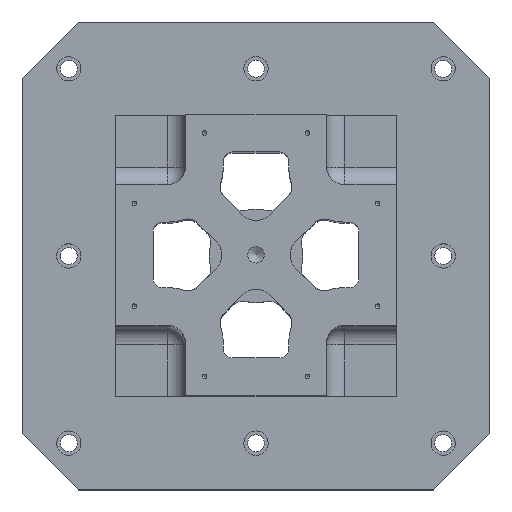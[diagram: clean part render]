
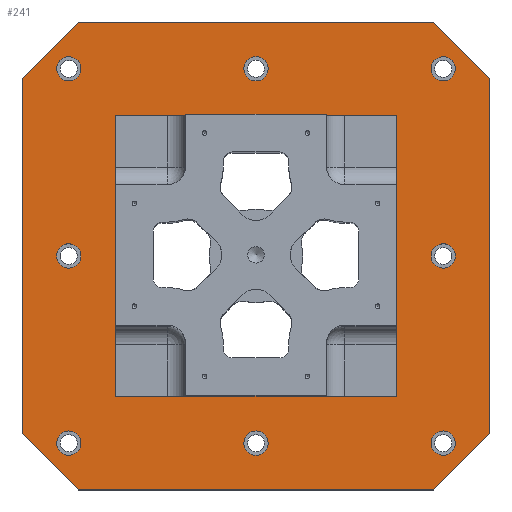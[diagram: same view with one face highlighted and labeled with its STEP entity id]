
A CAD part, top view. The second image highlights one B-rep face of the part: STEP entity #241.
In plain terms, the highlighted planar face has unit normal (0, 0, 1).
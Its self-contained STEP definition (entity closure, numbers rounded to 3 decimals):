
#241 = ADVANCED_FACE( '', ( #657, #658, #659, #660, #661, #662, #663, #664, #665, #666 ), #667, .T. );
#657 = FACE_BOUND( '', #1088, .T. );
#658 = FACE_BOUND( '', #1089, .T. );
#659 = FACE_BOUND( '', #1090, .T. );
#660 = FACE_BOUND( '', #1091, .T. );
#661 = FACE_BOUND( '', #1092, .T. );
#662 = FACE_BOUND( '', #1093, .T. );
#663 = FACE_BOUND( '', #1094, .T. );
#664 = FACE_BOUND( '', #1095, .T. );
#665 = FACE_OUTER_BOUND( '', #1096, .T. );
#666 = FACE_BOUND( '', #1097, .T. );
#667 = PLANE( '', #1098 );
#1088 = EDGE_LOOP( '', ( #2433 ) );
#1089 = EDGE_LOOP( '', ( #2434 ) );
#1090 = EDGE_LOOP( '', ( #2435 ) );
#1091 = EDGE_LOOP( '', ( #2436 ) );
#1092 = EDGE_LOOP( '', ( #2437 ) );
#1093 = EDGE_LOOP( '', ( #2438 ) );
#1094 = EDGE_LOOP( '', ( #2439 ) );
#1095 = EDGE_LOOP( '', ( #2440 ) );
#1096 = EDGE_LOOP( '', ( #2441, #2442, #2443, #2444, #2445, #2446, #2447, #2448 ) );
#1097 = EDGE_LOOP( '', ( #2449, #2450, #2451, #2452 ) );
#1098 = AXIS2_PLACEMENT_3D( '', #2453, #2454, #2455 );
#2433 = ORIENTED_EDGE( '', *, *, #2814, .T. );
#2434 = ORIENTED_EDGE( '', *, *, #2811, .T. );
#2435 = ORIENTED_EDGE( '', *, *, #2810, .T. );
#2436 = ORIENTED_EDGE( '', *, *, #2817, .T. );
#2437 = ORIENTED_EDGE( '', *, *, #2820, .T. );
#2438 = ORIENTED_EDGE( '', *, *, #2823, .T. );
#2439 = ORIENTED_EDGE( '', *, *, #2826, .T. );
#2440 = ORIENTED_EDGE( '', *, *, #2829, .T. );
#2441 = ORIENTED_EDGE( '', *, *, #2934, .T. );
#2442 = ORIENTED_EDGE( '', *, *, #2862, .T. );
#2443 = ORIENTED_EDGE( '', *, *, #2937, .T. );
#2444 = ORIENTED_EDGE( '', *, *, #2503, .T. );
#2445 = ORIENTED_EDGE( '', *, *, #2936, .T. );
#2446 = ORIENTED_EDGE( '', *, *, #2856, .T. );
#2447 = ORIENTED_EDGE( '', *, *, #2935, .T. );
#2448 = ORIENTED_EDGE( '', *, *, #2859, .T. );
#2449 = ORIENTED_EDGE( '', *, *, #2926, .F. );
#2450 = ORIENTED_EDGE( '', *, *, #2933, .F. );
#2451 = ORIENTED_EDGE( '', *, *, #2921, .F. );
#2452 = ORIENTED_EDGE( '', *, *, #2925, .F. );
#2453 = CARTESIAN_POINT( '', ( -250., -250., 50. ) );
#2454 = DIRECTION( '', ( 0., 0., 1. ) );
#2455 = DIRECTION( '', ( 1., 0., 0. ) );
#2503 = EDGE_CURVE( '', #2948, #2949, #2950, .F. );
#2810 = EDGE_CURVE( '', #3479, #3479, #3480, .T. );
#2811 = EDGE_CURVE( '', #3481, #3481, #3482, .T. );
#2814 = EDGE_CURVE( '', #3487, #3487, #3488, .T. );
#2817 = EDGE_CURVE( '', #3493, #3493, #3494, .T. );
#2820 = EDGE_CURVE( '', #3499, #3499, #3500, .T. );
#2823 = EDGE_CURVE( '', #3505, #3505, #3506, .T. );
#2826 = EDGE_CURVE( '', #3511, #3511, #3512, .T. );
#2829 = EDGE_CURVE( '', #3517, #3517, #3518, .T. );
#2856 = EDGE_CURVE( '', #3549, #3550, #3551, .F. );
#2859 = EDGE_CURVE( '', #3554, #3555, #3556, .F. );
#2862 = EDGE_CURVE( '', #3559, #3560, #3561, .F. );
#2921 = EDGE_CURVE( '', #3643, #3645, #3646, .T. );
#2925 = EDGE_CURVE( '', #3649, #3643, #3651, .T. );
#2926 = EDGE_CURVE( '', #3652, #3649, #3653, .T. );
#2933 = EDGE_CURVE( '', #3645, #3652, #3661, .T. );
#2934 = EDGE_CURVE( '', #3555, #3559, #3662, .T. );
#2935 = EDGE_CURVE( '', #3550, #3554, #3663, .T. );
#2936 = EDGE_CURVE( '', #2949, #3549, #3664, .T. );
#2937 = EDGE_CURVE( '', #3560, #2948, #3665, .T. );
#2948 = VERTEX_POINT( '', #3685 );
#2949 = VERTEX_POINT( '', #3686 );
#2950 = LINE( '', #3687, #3688 );
#3479 = VERTEX_POINT( '', #4810 );
#3480 = CIRCLE( '', #4811, 13. );
#3481 = VERTEX_POINT( '', #4812 );
#3482 = CIRCLE( '', #4813, 13. );
#3487 = VERTEX_POINT( '', #4818 );
#3488 = CIRCLE( '', #4819, 13. );
#3493 = VERTEX_POINT( '', #4824 );
#3494 = CIRCLE( '', #4825, 13. );
#3499 = VERTEX_POINT( '', #4830 );
#3500 = CIRCLE( '', #4831, 13. );
#3505 = VERTEX_POINT( '', #4836 );
#3506 = CIRCLE( '', #4837, 13. );
#3511 = VERTEX_POINT( '', #4842 );
#3512 = CIRCLE( '', #4843, 13. );
#3517 = VERTEX_POINT( '', #4848 );
#3518 = CIRCLE( '', #4849, 13. );
#3549 = VERTEX_POINT( '', #4882 );
#3550 = VERTEX_POINT( '', #4883 );
#3551 = LINE( '', #4884, #4885 );
#3554 = VERTEX_POINT( '', #4890 );
#3555 = VERTEX_POINT( '', #4891 );
#3556 = LINE( '', #4892, #4893 );
#3559 = VERTEX_POINT( '', #4898 );
#3560 = VERTEX_POINT( '', #4899 );
#3561 = LINE( '', #4900, #4901 );
#3643 = VERTEX_POINT( '', #5021 );
#3645 = VERTEX_POINT( '', #5024 );
#3646 = LINE( '', #5025, #5026 );
#3649 = VERTEX_POINT( '', #5031 );
#3651 = LINE( '', #5034, #5035 );
#3652 = VERTEX_POINT( '', #5036 );
#3653 = LINE( '', #5037, #5038 );
#3661 = LINE( '', #5052, #5053 );
#3662 = LINE( '', #5054, #5055 );
#3663 = LINE( '', #5056, #5057 );
#3664 = LINE( '', #5058, #5059 );
#3665 = LINE( '', #5060, #5061 );
#3685 = CARTESIAN_POINT( '', ( -250., -190., 50. ) );
#3686 = CARTESIAN_POINT( '', ( -190., -250., 50. ) );
#3687 = CARTESIAN_POINT( '', ( -220., -220., 50. ) );
#3688 = VECTOR( '', #5066, 1000. );
#4810 = CARTESIAN_POINT( '', ( 0., -213., 50. ) );
#4811 = AXIS2_PLACEMENT_3D( '', #5586, #5587, #5588 );
#4812 = CARTESIAN_POINT( '', ( -200., 187., 50. ) );
#4813 = AXIS2_PLACEMENT_3D( '', #5589, #5590, #5591 );
#4818 = CARTESIAN_POINT( '', ( -200., -213., 50. ) );
#4819 = AXIS2_PLACEMENT_3D( '', #5598, #5599, #5600 );
#4824 = CARTESIAN_POINT( '', ( 200., -213., 50. ) );
#4825 = AXIS2_PLACEMENT_3D( '', #5607, #5608, #5609 );
#4830 = CARTESIAN_POINT( '', ( 200., -13., 50. ) );
#4831 = AXIS2_PLACEMENT_3D( '', #5616, #5617, #5618 );
#4836 = CARTESIAN_POINT( '', ( 200., 187., 50. ) );
#4837 = AXIS2_PLACEMENT_3D( '', #5625, #5626, #5627 );
#4842 = CARTESIAN_POINT( '', ( 0., 187., 50. ) );
#4843 = AXIS2_PLACEMENT_3D( '', #5634, #5635, #5636 );
#4848 = CARTESIAN_POINT( '', ( -200., -13., 50. ) );
#4849 = AXIS2_PLACEMENT_3D( '', #5643, #5644, #5645 );
#4882 = CARTESIAN_POINT( '', ( 190., -250., 50. ) );
#4883 = CARTESIAN_POINT( '', ( 250., -190., 50. ) );
#4884 = CARTESIAN_POINT( '', ( -30., -470., 50. ) );
#4885 = VECTOR( '', #5690, 1000. );
#4890 = CARTESIAN_POINT( '', ( 250., 190., 50. ) );
#4891 = CARTESIAN_POINT( '', ( 190., 250., 50. ) );
#4892 = CARTESIAN_POINT( '', ( 220., 220., 50. ) );
#4893 = VECTOR( '', #5693, 1000. );
#4898 = CARTESIAN_POINT( '', ( -190., 250., 50. ) );
#4899 = CARTESIAN_POINT( '', ( -250., 190., 50. ) );
#4900 = CARTESIAN_POINT( '', ( -470., -30., 50. ) );
#4901 = VECTOR( '', #5696, 1000. );
#5021 = CARTESIAN_POINT( '', ( 150., 150., 50. ) );
#5024 = CARTESIAN_POINT( '', ( -150., 150., 50. ) );
#5025 = CARTESIAN_POINT( '', ( 150., 150., 50. ) );
#5026 = VECTOR( '', #5793, 1000. );
#5031 = CARTESIAN_POINT( '', ( 150., -150., 50. ) );
#5034 = CARTESIAN_POINT( '', ( 150., -150., 50. ) );
#5035 = VECTOR( '', #5797, 1000. );
#5036 = CARTESIAN_POINT( '', ( -150., -150., 50. ) );
#5037 = CARTESIAN_POINT( '', ( -150., -150., 50. ) );
#5038 = VECTOR( '', #5798, 1000. );
#5052 = CARTESIAN_POINT( '', ( -150., 150., 50. ) );
#5053 = VECTOR( '', #5805, 1000. );
#5054 = CARTESIAN_POINT( '', ( 250., 250., 50. ) );
#5055 = VECTOR( '', #5806, 1000. );
#5056 = CARTESIAN_POINT( '', ( 250., -250., 50. ) );
#5057 = VECTOR( '', #5807, 1000. );
#5058 = CARTESIAN_POINT( '', ( -250., -250., 50. ) );
#5059 = VECTOR( '', #5808, 1000. );
#5060 = CARTESIAN_POINT( '', ( -250., 250., 50. ) );
#5061 = VECTOR( '', #5809, 1000. );
#5066 = DIRECTION( '', ( -0.707, 0.707, 0. ) );
#5586 = CARTESIAN_POINT( '', ( 0., -200., 50. ) );
#5587 = DIRECTION( '', ( 0., 0., -1. ) );
#5588 = DIRECTION( '', ( 0., -1., 0. ) );
#5589 = CARTESIAN_POINT( '', ( -200., 200., 50. ) );
#5590 = DIRECTION( '', ( 0., 0., -1. ) );
#5591 = DIRECTION( '', ( 0., -1., 0. ) );
#5598 = CARTESIAN_POINT( '', ( -200., -200., 50. ) );
#5599 = DIRECTION( '', ( 0., 0., -1. ) );
#5600 = DIRECTION( '', ( 0., -1., 0. ) );
#5607 = CARTESIAN_POINT( '', ( 200., -200., 50. ) );
#5608 = DIRECTION( '', ( 0., 0., -1. ) );
#5609 = DIRECTION( '', ( 0., -1., 0. ) );
#5616 = CARTESIAN_POINT( '', ( 200., 0., 50. ) );
#5617 = DIRECTION( '', ( 0., 0., -1. ) );
#5618 = DIRECTION( '', ( 0., -1., 0. ) );
#5625 = CARTESIAN_POINT( '', ( 200., 200., 50. ) );
#5626 = DIRECTION( '', ( 0., 0., -1. ) );
#5627 = DIRECTION( '', ( 0., -1., 0. ) );
#5634 = CARTESIAN_POINT( '', ( 0., 200., 50. ) );
#5635 = DIRECTION( '', ( 0., 0., -1. ) );
#5636 = DIRECTION( '', ( 0., -1., 0. ) );
#5643 = CARTESIAN_POINT( '', ( -200., 0., 50. ) );
#5644 = DIRECTION( '', ( 0., 0., -1. ) );
#5645 = DIRECTION( '', ( 0., -1., 0. ) );
#5690 = DIRECTION( '', ( -0.707, -0.707, 0. ) );
#5693 = DIRECTION( '', ( 0.707, -0.707, 0. ) );
#5696 = DIRECTION( '', ( 0.707, 0.707, 0. ) );
#5793 = DIRECTION( '', ( -1., 0., 0. ) );
#5797 = DIRECTION( '', ( 0., 1., 0. ) );
#5798 = DIRECTION( '', ( 1., 0., 0. ) );
#5805 = DIRECTION( '', ( 0., -1., 0. ) );
#5806 = DIRECTION( '', ( -1., 0., 0. ) );
#5807 = DIRECTION( '', ( 0., 1., 0. ) );
#5808 = DIRECTION( '', ( 1., 0., 0. ) );
#5809 = DIRECTION( '', ( 0., -1., 0. ) );
